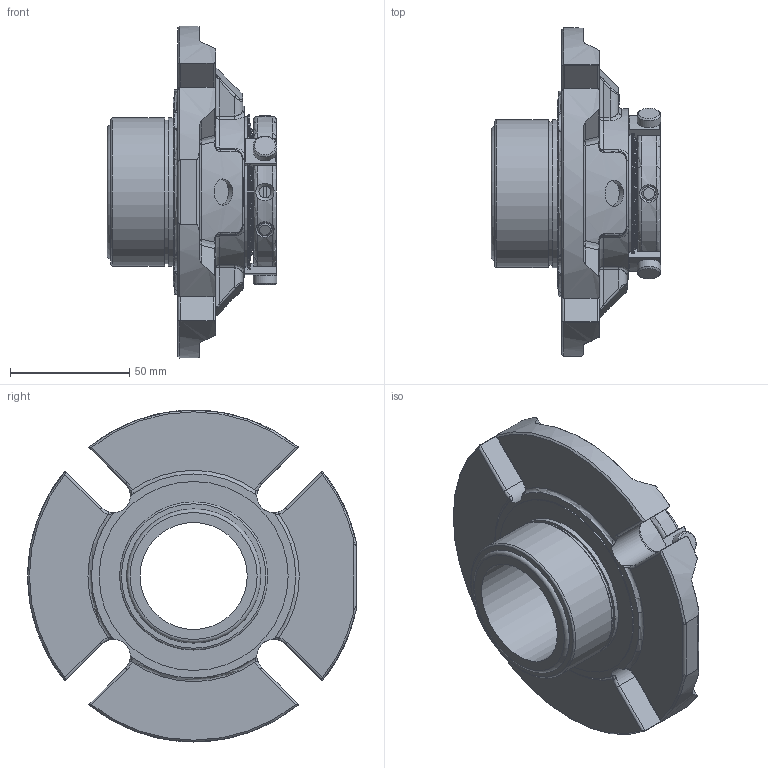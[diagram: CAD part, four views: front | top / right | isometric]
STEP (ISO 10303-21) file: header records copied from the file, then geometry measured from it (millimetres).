
FILE_DESCRIPTION(/* description */ ('Unknown'),/* implementation_level */ '2;1');
FILE_NAME(/* name */ '45mm',/* time_stamp */ '2023-02-14T10:42:34+00:00',/* author */ ('Unknown'),/* organization */ ('Unknown'),/* preprocessor_version */ 'ST-DEVELOPER v16.7',/* originating_system */ 'Solid Edge',/* authorisation */ 'Unknown');
FILE_SCHEMA (('AUTOMOTIVE_DESIGN {1 0 10303 214 3 1 1}'));
Length unit declared in the file: millimetre
Products named in the file (1): 45MM
Bounding box: 71.27 x 138.08 x 139.45 mm (x, y, z)
Volume: 285371.9 mm3; surface area: 59416.3 mm2
Topology: 1 solids, 1 shells, 627 faces, 1561 edges, 976 vertices
Faces by surface type: plane 218, cylinder 161, bspline 91, torus 84, sphere 42, cone 31
Full cylindrical faces by diameter (mm): 3.761 x1, 5 x2, 6 x6, 10 x3, 10.998 x3, 45.009 x1, 47.6 x1, 52.959 x1, 56.388 x1, 60.401 x1, 62.179 x1, 62.23 x1, 63.449 x1, 64.973 x1, 79.375 x1
Entity records: 25620 total; most frequent: CARTESIAN_POINT 7442, ORIENTED_EDGE 2944, DIRECTION 2687, EDGE_CURVE 1472, AXIS2_PLACEMENT_3D 1084, VERTEX_POINT 943, EDGE_LOOP 725, FACE_BOUND 725
